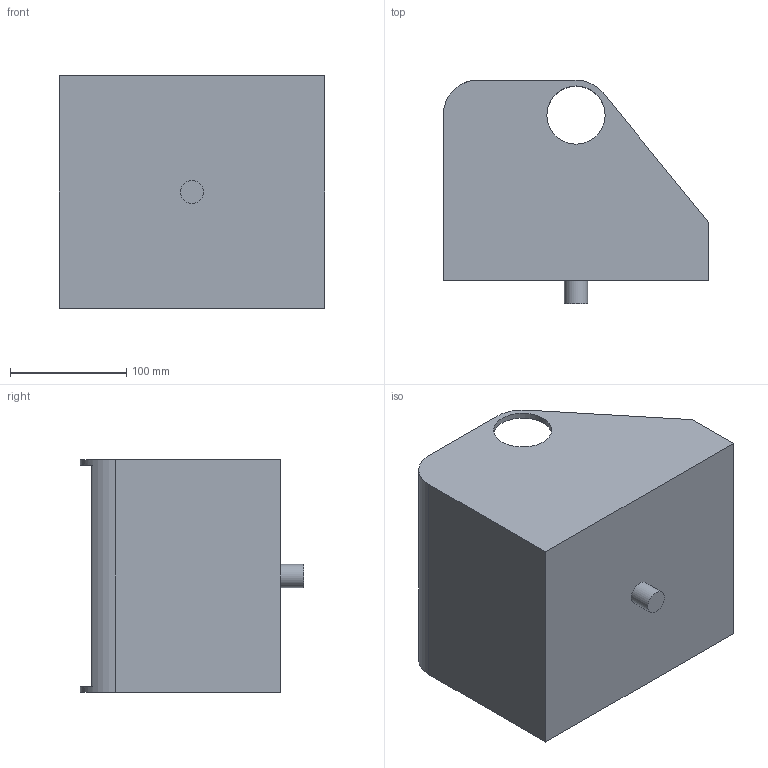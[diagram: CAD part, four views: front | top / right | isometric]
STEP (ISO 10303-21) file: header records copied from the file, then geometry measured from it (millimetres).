
FILE_DESCRIPTION(/* description */ (''),/* implementation_level */ '2;1');
FILE_NAME(/* name */ 'Cintura_ipt_2622114e.STEP',/* time_stamp */ '2021-09-10T00:32:34-05:00',/* author */ ('geral'),/* organization */ (''),/* preprocessor_version */ 'ST-DEVELOPER v18.1',/* originating_system */ 'Autodesk Inventor 2021',/* authorisation */ '');
FILE_SCHEMA (('AUTOMOTIVE_DESIGN { 1 0 10303 214 3 1 1 }'));
Length unit declared in the file: millimetre
Products named in the file (1): Cintura
Bounding box: 228 x 192 x 200 mm (x, y, z)
Volume: 761859.3 mm3; surface area: 276336.7 mm2
Topology: 1 solids, 1 shells, 20 faces, 57 edges, 40 vertices
Faces by surface type: plane 14, cylinder 6
Full cylindrical faces by diameter (mm): 20 x1, 50 x2
Entity records: 727 total; most frequent: DIRECTION 119, CARTESIAN_POINT 118, ORIENTED_EDGE 114, EDGE_CURVE 57, AXIS2_PLACEMENT_3D 41, VERTEX_POINT 40, LINE 37, VECTOR 37
